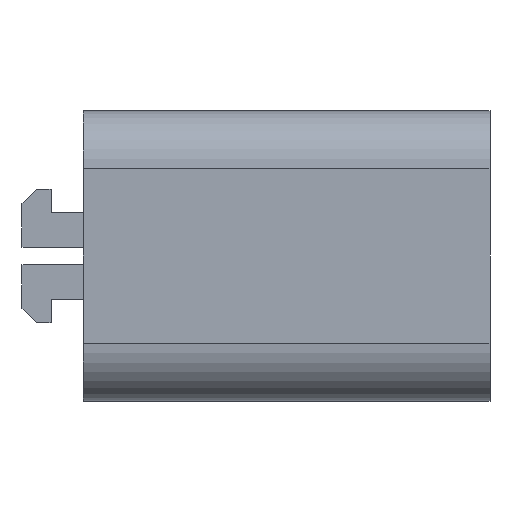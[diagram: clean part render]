
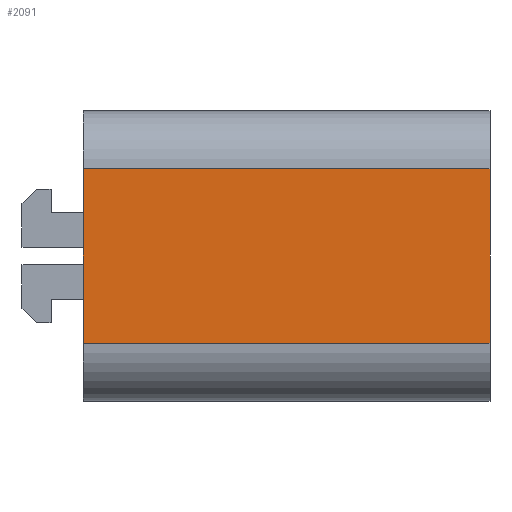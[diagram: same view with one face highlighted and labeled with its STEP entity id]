
A CAD part, front view. The second image highlights one B-rep face of the part: STEP entity #2091.
In plain terms, the highlighted planar face has unit normal (0, -1, 0).
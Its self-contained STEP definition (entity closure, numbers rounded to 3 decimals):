
#151=FACE_OUTER_BOUND('',#273,.T.);
#273=EDGE_LOOP('',(#1640,#1641,#1642,#1643));
#476=LINE('',#3207,#740);
#477=LINE('',#3211,#741);
#478=LINE('',#3213,#742);
#479=LINE('',#3214,#743);
#740=VECTOR('',#2623,10.);
#741=VECTOR('',#2628,10.);
#742=VECTOR('',#2629,10.);
#743=VECTOR('',#2630,10.);
#971=VERTEX_POINT('',#3204);
#972=VERTEX_POINT('',#3206);
#973=VERTEX_POINT('',#3210);
#974=VERTEX_POINT('',#3212);
#1219=EDGE_CURVE('',#971,#972,#476,.T.);
#1221=EDGE_CURVE('',#973,#971,#477,.T.);
#1222=EDGE_CURVE('',#974,#973,#478,.T.);
#1223=EDGE_CURVE('',#972,#974,#479,.T.);
#1640=ORIENTED_EDGE('',*,*,#1219,.F.);
#1641=ORIENTED_EDGE('',*,*,#1221,.F.);
#1642=ORIENTED_EDGE('',*,*,#1222,.F.);
#1643=ORIENTED_EDGE('',*,*,#1223,.F.);
#1981=PLANE('',#2255);
#2091=ADVANCED_FACE('',(#151),#1981,.T.);
#2255=AXIS2_PLACEMENT_3D('',#3209,#2626,#2627);
#2623=DIRECTION('',(-1.,0.,0.));
#2626=DIRECTION('center_axis',(0.,-1.,0.));
#2627=DIRECTION('ref_axis',(0.,0.,1.));
#2628=DIRECTION('',(0.,0.,-1.));
#2629=DIRECTION('',(1.,0.,0.));
#2630=DIRECTION('',(0.,0.,1.));
#3204=CARTESIAN_POINT('',(20.,-60.,-6.));
#3206=CARTESIAN_POINT('',(-8.,-60.,-6.));
#3207=CARTESIAN_POINT('',(0.,-60.,-6.));
#3209=CARTESIAN_POINT('Origin',(0.,-60.,-10.));
#3210=CARTESIAN_POINT('',(20.,-60.,6.));
#3211=CARTESIAN_POINT('',(20.,-60.,10.));
#3212=CARTESIAN_POINT('',(-8.,-60.,6.));
#3213=CARTESIAN_POINT('',(0.,-60.,6.));
#3214=CARTESIAN_POINT('',(-8.,-60.,10.));
